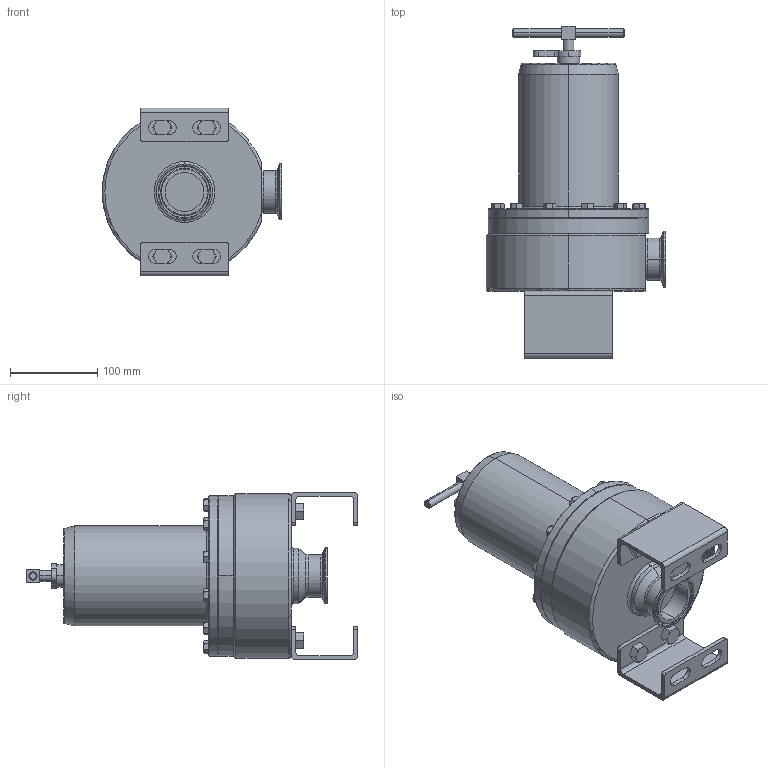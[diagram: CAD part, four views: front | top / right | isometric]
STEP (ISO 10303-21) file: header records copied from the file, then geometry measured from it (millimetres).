
FILE_DESCRIPTION (( 'STEP AP203' ), '1' );
FILE_NAME ('96S-40.STEP', '2017-06-07T11:14:42', ( '' ), ( '' ), 'SwSTEP 2.0', 'SolidWorks 2014', '' );
FILE_SCHEMA (( 'CONFIG_CONTROL_DESIGN' ));
Length unit declared in the file: inch
Products named in the file (2): 96S-40
Bounding box: 205.64 x 379.48 x 191.65 mm (x, y, z)
Volume: 4510305.3 mm3; surface area: 274522 mm2
Topology: 1 solids, 1 shells, 444 faces, 1067 edges, 657 vertices
Faces by surface type: plane 171, cone 127, cylinder 117, torus 29
Entity records: 13862 total; most frequent: CARTESIAN_POINT 3330, DIRECTION 2183, ORIENTED_EDGE 2134, EDGE_CURVE 1067, AXIS2_PLACEMENT_3D 868, VERTEX_POINT 657, EDGE_LOOP 532, VECTOR 447
